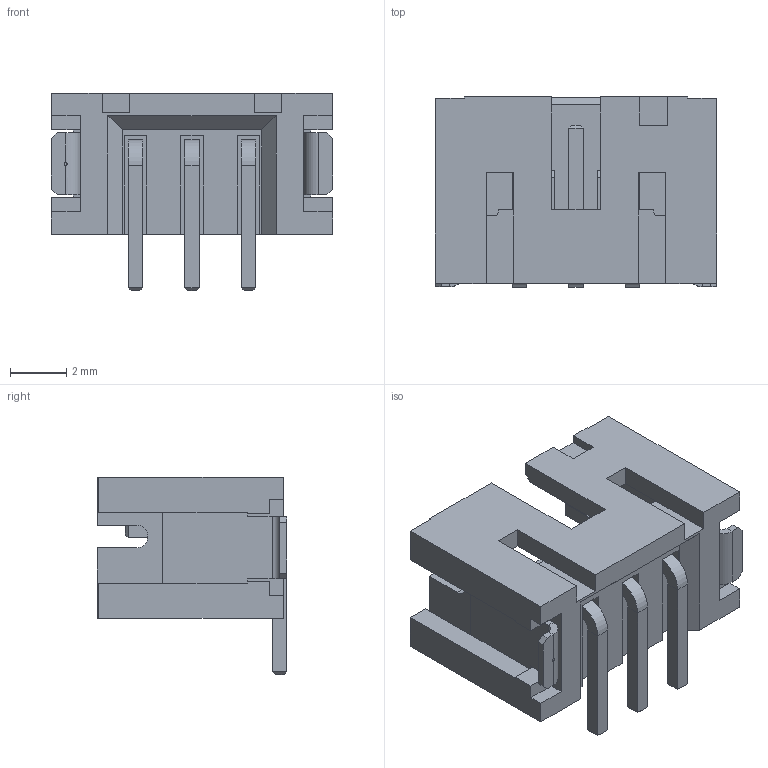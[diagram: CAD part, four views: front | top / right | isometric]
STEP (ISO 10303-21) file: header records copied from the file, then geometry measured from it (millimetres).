
FILE_DESCRIPTION (( 'STEP AP214' ), '1' );
FILE_NAME ('JST-B3B-PH-SM4-TB.STEP', '2020-12-29T21:46:19', ( '' ), ( '' ), 'SwSTEP 2.0', 'SolidWorks 2020', '' );
FILE_SCHEMA (( 'AUTOMOTIVE_DESIGN' ));
Length unit declared in the file: millimetre
Products named in the file (1): JST-B3B-PH-SM4-TB
Bounding box: 9.95 x 6.72 x 7 mm (x, y, z)
Volume: 179.7 mm3; surface area: 475.4 mm2
Topology: 1 solids, 1 shells, 220 faces, 584 edges, 368 vertices
Faces by surface type: plane 200, bspline 12, cylinder 8
Entity records: 9365 total; most frequent: CARTESIAN_POINT 1613, ORIENTED_EDGE 1168, DIRECTION 1028, EDGE_CURVE 584, VECTOR 554, LINE 554, VERTEX_POINT 368, AXIS2_PLACEMENT_3D 237
